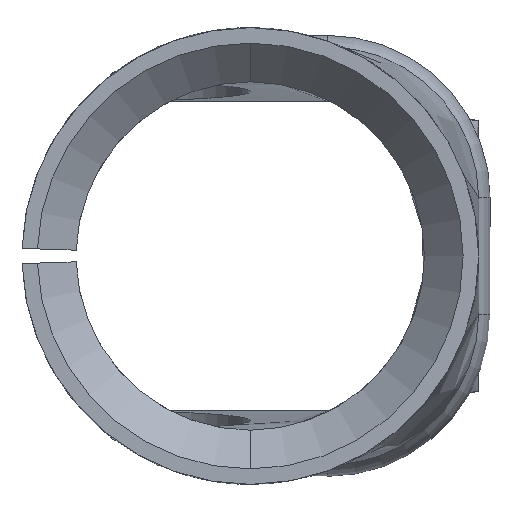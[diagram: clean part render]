
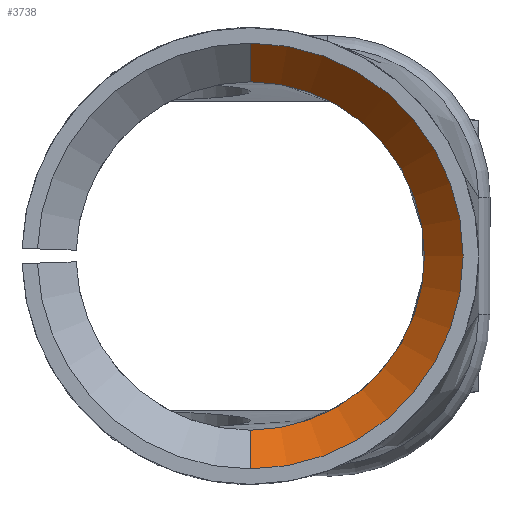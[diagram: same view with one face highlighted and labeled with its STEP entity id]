
A CAD part, left-side view. The second image highlights one B-rep face of the part: STEP entity #3738.
In plain terms, the highlighted conical face has half-angle 45 degrees and reference radius 1.143 mm.
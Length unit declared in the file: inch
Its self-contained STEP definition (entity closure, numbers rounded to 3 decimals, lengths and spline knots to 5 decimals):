
#168 = FACE_OUTER_BOUND ( 'NONE', #1124, .T. ) ;
#810 = EDGE_CURVE ( 'NONE', #3379, #3946, #2346, .T. ) ;
#1014 = CARTESIAN_POINT ( 'NONE',  ( 0.01, 0., 0. ) ) ;
#1052 = DIRECTION ( 'NONE',  ( -1., 0., 0. ) ) ;
#1124 = EDGE_LOOP ( 'NONE', ( #5661, #4079, #5929, #6644 ) ) ;
#1364 = EDGE_CURVE ( 'NONE', #4652, #3379, #3267, .T. ) ;
#1532 = DIRECTION ( 'NONE',  ( -1., 0., 0. ) ) ;
#1668 = AXIS2_PLACEMENT_3D ( 'NONE', #4268, #1052, #4798 ) ;
#2346 = LINE ( 'NONE', #5152, #3611 ) ;
#2374 = LINE ( 'NONE', #3909, #6443 ) ;
#2566 = CARTESIAN_POINT ( 'NONE',  ( 0., 0., -0.055 ) ) ;
#2600 = EDGE_CURVE ( 'NONE', #3946, #6252, #5341, .T. ) ;
#2856 = DIRECTION ( 'NONE',  ( 1., 0., 0. ) ) ;
#3267 = CIRCLE ( 'NONE', #1668, 0.045 ) ;
#3379 = VERTEX_POINT ( 'NONE', #4964 ) ;
#3388 = DIRECTION ( 'NONE',  ( -0.707, 0., -0.707 ) ) ;
#3484 = CARTESIAN_POINT ( 'NONE',  ( 0.01, 0., -0.045 ) ) ;
#3611 = VECTOR ( 'NONE', #4091, 39.37008 ) ;
#3738 = ADVANCED_FACE ( 'NONE', ( #168 ), #6857, .F. ) ;
#3909 = CARTESIAN_POINT ( 'NONE',  ( 0.01, 0., -0.045 ) ) ;
#3946 = VERTEX_POINT ( 'NONE', #4899 ) ;
#4032 = EDGE_CURVE ( 'NONE', #4652, #6252, #2374, .T. ) ;
#4079 = ORIENTED_EDGE ( 'NONE', *, *, #4032, .T. ) ;
#4091 = DIRECTION ( 'NONE',  ( -0.707, 0., 0.707 ) ) ;
#4268 = CARTESIAN_POINT ( 'NONE',  ( 0.01, 0., 0. ) ) ;
#4652 = VERTEX_POINT ( 'NONE', #3484 ) ;
#4798 = DIRECTION ( 'NONE',  ( 0., 0., -1. ) ) ;
#4899 = CARTESIAN_POINT ( 'NONE',  ( 0., 0., 0.055 ) ) ;
#4964 = CARTESIAN_POINT ( 'NONE',  ( 0.01, 0., 0.045 ) ) ;
#5152 = CARTESIAN_POINT ( 'NONE',  ( 0.01, 0., 0.045 ) ) ;
#5282 = DIRECTION ( 'NONE',  ( 0., 0., 1. ) ) ;
#5296 = AXIS2_PLACEMENT_3D ( 'NONE', #1014, #1532, #5282 ) ;
#5341 = CIRCLE ( 'NONE', #5434, 0.055 ) ;
#5434 = AXIS2_PLACEMENT_3D ( 'NONE', #6036, #2856, #6549 ) ;
#5661 = ORIENTED_EDGE ( 'NONE', *, *, #1364, .F. ) ;
#5929 = ORIENTED_EDGE ( 'NONE', *, *, #2600, .F. ) ;
#6036 = CARTESIAN_POINT ( 'NONE',  ( 0., 0., 0. ) ) ;
#6252 = VERTEX_POINT ( 'NONE', #2566 ) ;
#6443 = VECTOR ( 'NONE', #3388, 39.37008 ) ;
#6549 = DIRECTION ( 'NONE',  ( 0., 0., -1. ) ) ;
#6644 = ORIENTED_EDGE ( 'NONE', *, *, #810, .F. ) ;
#6857 = CONICAL_SURFACE ( 'NONE', #5296, 0.045, 0.785 ) ;
